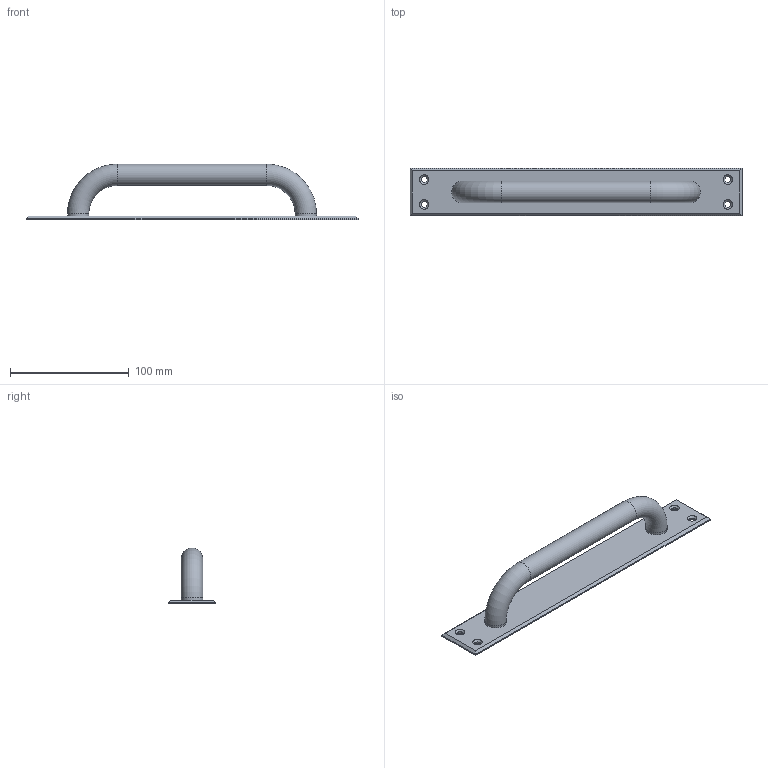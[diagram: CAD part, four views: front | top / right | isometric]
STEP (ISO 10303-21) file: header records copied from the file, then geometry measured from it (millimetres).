
FILE_DESCRIPTION(/* description */ (''),/* implementation_level */ '2;1');
FILE_NAME(/* name */ 'A-AL1-5.stp',/* time_stamp */ '2024-07-04T09:56:49+09:00',/* author */ ('user'),/* organization */ (''),/* preprocessor_version */ 'ST-DEVELOPER v15.6',/* originating_system */ 'Autodesk Inventor 2015',/* authorisation */ '');
FILE_SCHEMA (('AUTOMOTIVE_DESIGN { 1 0 10303 214 3 1 1 }'));
Length unit declared in the file: millimetre
Products named in the file (1): A-AL1-5
Bounding box: 280 x 40 x 47 mm (x, y, z)
Volume: 91472.6 mm3; surface area: 36256.4 mm2
Topology: 1 solids, 1 shells, 23 faces, 55 edges, 34 vertices
Faces by surface type: plane 10, cylinder 7, cone 4, torus 2
Full cylindrical faces by diameter (mm): 5 x4, 18 x3
Entity records: 606 total; most frequent: DIRECTION 104, CARTESIAN_POINT 92, ORIENTED_EDGE 76, EDGE_LOOP 46, AXIS2_PLACEMENT_3D 42, EDGE_CURVE 38, VERTEX_POINT 30, FACE_BOUND 23
